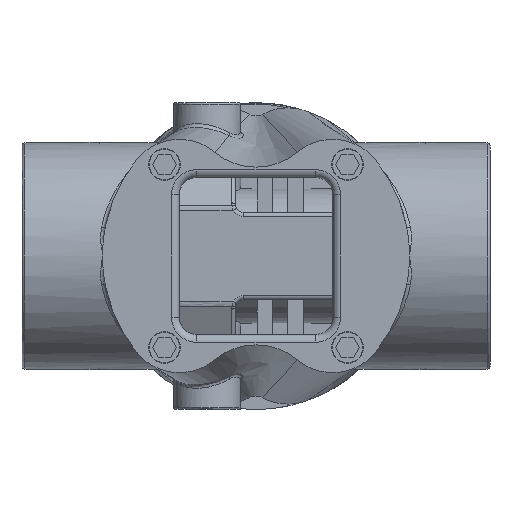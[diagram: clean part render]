
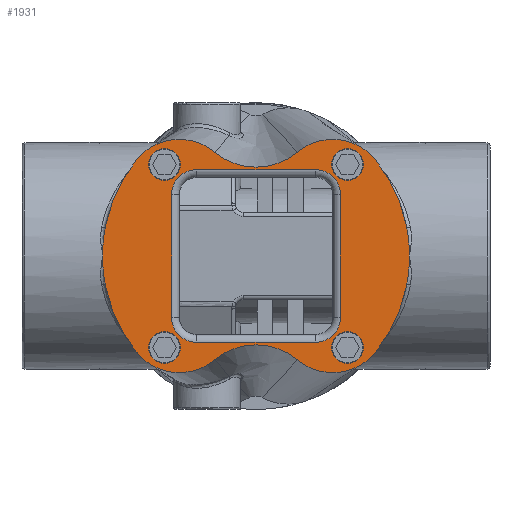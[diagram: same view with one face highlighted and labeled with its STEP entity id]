
A CAD part, front view. The second image highlights one B-rep face of the part: STEP entity #1931.
In plain terms, the highlighted planar face has unit normal (0, -1, 0).
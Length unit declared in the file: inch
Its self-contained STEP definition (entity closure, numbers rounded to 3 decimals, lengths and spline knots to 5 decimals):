
#1354=CARTESIAN_POINT('',(0.54004,0.0,1.354));
#1355=VERTEX_POINT('',#1354);
#1356=CARTESIAN_POINT('',(1.55871,0.0,1.25316));
#1357=VERTEX_POINT('',#1356);
#1358=CARTESIAN_POINT('',(0.99992,0.0,0.8039));
#1359=DIRECTION('',(0.0,1.0,0.0));
#1360=DIRECTION('',(-0.641,0.0,0.767));
#1361=AXIS2_PLACEMENT_3D('',#1358,#1359,#1360);
#1362=CIRCLE('',#1361,0.717);
#1363=EDGE_CURVE('',#1355,#1357,#1362,.T.);
#1440=CARTESIAN_POINT('',(0.54004,0.0,-1.354));
#1441=VERTEX_POINT('',#1440);
#1448=CARTESIAN_POINT('',(-0.54004,0.0,-1.354));
#1449=VERTEX_POINT('',#1448);
#1450=CARTESIAN_POINT('',(0.,0.0,-2.0));
#1451=DIRECTION('',(0.0,-1.0,0.0));
#1452=DIRECTION('',(0.641,0.0,-0.767));
#1453=AXIS2_PLACEMENT_3D('',#1450,#1451,#1452);
#1454=CIRCLE('',#1453,0.842);
#1455=EDGE_CURVE('',#1441,#1449,#1454,.T.);
#1511=CARTESIAN_POINT('',(1.55871,0.0,-1.25316));
#1512=VERTEX_POINT('',#1511);
#1513=CARTESIAN_POINT('',(0.99992,0.0,-0.8039));
#1514=DIRECTION('',(0.0,1.,0.0));
#1515=DIRECTION('',(0.779,0.0,-0.627));
#1516=AXIS2_PLACEMENT_3D('',#1513,#1514,#1515);
#1517=CIRCLE('',#1516,0.717);
#1518=EDGE_CURVE('',#1512,#1441,#1517,.T.);
#1712=CARTESIAN_POINT('',(0.,0.0,0.));
#1713=DIRECTION('',(0.0,1.0,0.0));
#1714=DIRECTION('',(0.0,0.0,1.0));
#1715=AXIS2_PLACEMENT_3D('',#1712,#1713,#1714);
#1716=PLANE('',#1715);
#1717=CARTESIAN_POINT('',(1.96348,0.,0.38044));
#1718=VERTEX_POINT('',#1717);
#1719=CARTESIAN_POINT('',(0.0,0.0,0.0));
#1720=DIRECTION('',(0.0,1.0,0.0));
#1721=DIRECTION('',(0.779,0.0,0.627));
#1722=AXIS2_PLACEMENT_3D('',#1719,#1720,#1721);
#1723=CIRCLE('',#1722,2.);
#1724=EDGE_CURVE('',#1357,#1718,#1723,.T.);
#1725=ORIENTED_EDGE('',*,*,#1724,.F.);
#1726=ORIENTED_EDGE('',*,*,#1363,.F.);
#1727=CARTESIAN_POINT('',(-0.54004,0.0,1.354));
#1728=VERTEX_POINT('',#1727);
#1729=CARTESIAN_POINT('',(0.,0.0,2.0));
#1730=DIRECTION('',(0.0,-1.0,0.0));
#1731=DIRECTION('',(-0.641,0.0,0.767));
#1732=AXIS2_PLACEMENT_3D('',#1729,#1730,#1731);
#1733=CIRCLE('',#1732,0.842);
#1734=EDGE_CURVE('',#1728,#1355,#1733,.T.);
#1735=ORIENTED_EDGE('',*,*,#1734,.F.);
#1736=CARTESIAN_POINT('',(-1.55871,0.0,1.25316));
#1737=VERTEX_POINT('',#1736);
#1738=CARTESIAN_POINT('',(-0.99992,0.0,0.8039));
#1739=DIRECTION('',(0.0,1.,0.0));
#1740=DIRECTION('',(-0.779,0.0,0.627));
#1741=AXIS2_PLACEMENT_3D('',#1738,#1739,#1740);
#1742=CIRCLE('',#1741,0.717);
#1743=EDGE_CURVE('',#1737,#1728,#1742,.T.);
#1744=ORIENTED_EDGE('',*,*,#1743,.F.);
#1745=CARTESIAN_POINT('',(-1.96348,0.,0.38044));
#1746=VERTEX_POINT('',#1745);
#1747=CARTESIAN_POINT('',(0.0,0.0,0.0));
#1748=DIRECTION('',(0.0,1.0,0.0));
#1749=DIRECTION('',(-0.779,0.0,-0.627));
#1750=AXIS2_PLACEMENT_3D('',#1747,#1748,#1749);
#1751=CIRCLE('',#1750,2.0);
#1752=EDGE_CURVE('',#1746,#1737,#1751,.T.);
#1753=ORIENTED_EDGE('',*,*,#1752,.F.);
#1754=CARTESIAN_POINT('',(-2.,0.0,0.));
#1755=VERTEX_POINT('',#1754);
#1756=CARTESIAN_POINT('',(0.0,0.0,0.0));
#1757=DIRECTION('',(0.0,1.0,0.0));
#1758=DIRECTION('',(-0.779,0.0,-0.627));
#1759=AXIS2_PLACEMENT_3D('',#1756,#1757,#1758);
#1760=CIRCLE('',#1759,2.0);
#1761=EDGE_CURVE('',#1755,#1746,#1760,.T.);
#1762=ORIENTED_EDGE('',*,*,#1761,.F.);
#1763=CARTESIAN_POINT('',(-1.96348,0.,-0.38044));
#1764=VERTEX_POINT('',#1763);
#1765=CARTESIAN_POINT('',(0.0,0.0,0.0));
#1766=DIRECTION('',(0.0,1.0,0.0));
#1767=DIRECTION('',(-0.779,0.0,-0.627));
#1768=AXIS2_PLACEMENT_3D('',#1765,#1766,#1767);
#1769=CIRCLE('',#1768,2.0);
#1770=EDGE_CURVE('',#1764,#1755,#1769,.T.);
#1771=ORIENTED_EDGE('',*,*,#1770,.F.);
#1772=CARTESIAN_POINT('',(-1.55871,0.0,-1.25316));
#1773=VERTEX_POINT('',#1772);
#1774=CARTESIAN_POINT('',(0.0,0.0,0.0));
#1775=DIRECTION('',(0.0,1.0,0.0));
#1776=DIRECTION('',(-0.779,0.0,-0.627));
#1777=AXIS2_PLACEMENT_3D('',#1774,#1775,#1776);
#1778=CIRCLE('',#1777,2.0);
#1779=EDGE_CURVE('',#1773,#1764,#1778,.T.);
#1780=ORIENTED_EDGE('',*,*,#1779,.F.);
#1781=CARTESIAN_POINT('',(-0.99992,0.0,-0.8039));
#1782=DIRECTION('',(0.0,1.0,0.0));
#1783=DIRECTION('',(0.641,0.0,-0.767));
#1784=AXIS2_PLACEMENT_3D('',#1781,#1782,#1783);
#1785=CIRCLE('',#1784,0.717);
#1786=EDGE_CURVE('',#1449,#1773,#1785,.T.);
#1787=ORIENTED_EDGE('',*,*,#1786,.F.);
#1788=ORIENTED_EDGE('',*,*,#1455,.F.);
#1789=ORIENTED_EDGE('',*,*,#1518,.F.);
#1790=CARTESIAN_POINT('',(1.96348,0.,-0.38044));
#1791=VERTEX_POINT('',#1790);
#1792=CARTESIAN_POINT('',(0.0,0.0,0.0));
#1793=DIRECTION('',(0.0,1.0,0.0));
#1794=DIRECTION('',(0.779,0.0,0.627));
#1795=AXIS2_PLACEMENT_3D('',#1792,#1793,#1794);
#1796=CIRCLE('',#1795,2.);
#1797=EDGE_CURVE('',#1791,#1512,#1796,.T.);
#1798=ORIENTED_EDGE('',*,*,#1797,.F.);
#1799=CARTESIAN_POINT('',(2.0,0.0,0.));
#1800=VERTEX_POINT('',#1799);
#1801=CARTESIAN_POINT('',(0.0,0.0,0.0));
#1802=DIRECTION('',(0.0,1.0,0.0));
#1803=DIRECTION('',(0.779,0.0,0.627));
#1804=AXIS2_PLACEMENT_3D('',#1801,#1802,#1803);
#1805=CIRCLE('',#1804,2.);
#1806=EDGE_CURVE('',#1800,#1791,#1805,.T.);
#1807=ORIENTED_EDGE('',*,*,#1806,.F.);
#1808=CARTESIAN_POINT('',(0.0,0.0,0.0));
#1809=DIRECTION('',(0.0,1.0,0.0));
#1810=DIRECTION('',(0.779,0.0,0.627));
#1811=AXIS2_PLACEMENT_3D('',#1808,#1809,#1810);
#1812=CIRCLE('',#1811,2.);
#1813=EDGE_CURVE('',#1718,#1800,#1812,.T.);
#1814=ORIENTED_EDGE('',*,*,#1813,.F.);
#1815=EDGE_LOOP('',(#1725,#1726,#1735,#1744,#1753,#1762,#1771,#1780,#1787,#1788,#1789,#1798,#1807,#1814));
#1816=FACE_OUTER_BOUND('',#1815,.T.);
#1817=CARTESIAN_POINT('',(-0.9855,0.0,-1.193));
#1818=VERTEX_POINT('',#1817);
#1819=CARTESIAN_POINT('',(-1.193,0.0,-1.193));
#1820=DIRECTION('',(0.0,1.0,0.0));
#1821=DIRECTION('',(1.0,0.0,0.0));
#1822=AXIS2_PLACEMENT_3D('',#1819,#1820,#1821);
#1823=CIRCLE('',#1822,0.2075);
#1824=EDGE_CURVE('',#1818,#1818,#1823,.T.);
#1825=ORIENTED_EDGE('',*,*,#1824,.T.);
#1826=EDGE_LOOP('',(#1825));
#1827=FACE_BOUND('',#1826,.T.);
#1828=CARTESIAN_POINT('',(1.4005,0.0,-1.193));
#1829=VERTEX_POINT('',#1828);
#1830=CARTESIAN_POINT('',(1.193,0.0,-1.193));
#1831=DIRECTION('',(0.0,1.0,0.0));
#1832=DIRECTION('',(1.0,0.0,0.0));
#1833=AXIS2_PLACEMENT_3D('',#1830,#1831,#1832);
#1834=CIRCLE('',#1833,0.2075);
#1835=EDGE_CURVE('',#1829,#1829,#1834,.T.);
#1836=ORIENTED_EDGE('',*,*,#1835,.T.);
#1837=EDGE_LOOP('',(#1836));
#1838=FACE_BOUND('',#1837,.T.);
#1839=CARTESIAN_POINT('',(1.4005,0.0,1.193));
#1840=VERTEX_POINT('',#1839);
#1841=CARTESIAN_POINT('',(1.193,0.0,1.193));
#1842=DIRECTION('',(0.0,1.0,0.0));
#1843=DIRECTION('',(1.0,0.0,0.0));
#1844=AXIS2_PLACEMENT_3D('',#1841,#1842,#1843);
#1845=CIRCLE('',#1844,0.2075);
#1846=EDGE_CURVE('',#1840,#1840,#1845,.T.);
#1847=ORIENTED_EDGE('',*,*,#1846,.T.);
#1848=EDGE_LOOP('',(#1847));
#1849=FACE_BOUND('',#1848,.T.);
#1850=CARTESIAN_POINT('',(-0.9855,0.0,1.193));
#1851=VERTEX_POINT('',#1850);
#1852=CARTESIAN_POINT('',(-1.193,0.0,1.193));
#1853=DIRECTION('',(0.0,1.0,0.0));
#1854=DIRECTION('',(1.0,0.0,0.0));
#1855=AXIS2_PLACEMENT_3D('',#1852,#1853,#1854);
#1856=CIRCLE('',#1855,0.2075);
#1857=EDGE_CURVE('',#1851,#1851,#1856,.T.);
#1858=ORIENTED_EDGE('',*,*,#1857,.T.);
#1859=EDGE_LOOP('',(#1858));
#1860=FACE_BOUND('',#1859,.T.);
#1861=CARTESIAN_POINT('',(1.1,0.0,-0.8));
#1862=VERTEX_POINT('',#1861);
#1863=CARTESIAN_POINT('',(1.1,0.0,0.8));
#1864=VERTEX_POINT('',#1863);
#1865=CARTESIAN_POINT('',(1.1,0.0,-0.8));
#1866=DIRECTION('',(0.0,0.0,1.0));
#1867=VECTOR('',#1866,1.6);
#1868=LINE('',#1865,#1867);
#1869=EDGE_CURVE('',#1862,#1864,#1868,.T.);
#1870=ORIENTED_EDGE('',*,*,#1869,.F.);
#1871=CARTESIAN_POINT('',(0.775,0.0,-1.125));
#1872=VERTEX_POINT('',#1871);
#1873=CARTESIAN_POINT('',(0.775,0.0,-0.8));
#1874=DIRECTION('',(0.0,-1.,0.0));
#1875=DIRECTION('',(0.707,0.0,-0.707));
#1876=AXIS2_PLACEMENT_3D('',#1873,#1874,#1875);
#1877=CIRCLE('',#1876,0.325);
#1878=EDGE_CURVE('',#1872,#1862,#1877,.T.);
#1879=ORIENTED_EDGE('',*,*,#1878,.F.);
#1880=CARTESIAN_POINT('',(-0.775,0.0,-1.125));
#1881=VERTEX_POINT('',#1880);
#1882=CARTESIAN_POINT('',(-0.775,0.0,-1.125));
#1883=DIRECTION('',(1.0,0.0,0.0));
#1884=VECTOR('',#1883,1.55);
#1885=LINE('',#1882,#1884);
#1886=EDGE_CURVE('',#1881,#1872,#1885,.T.);
#1887=ORIENTED_EDGE('',*,*,#1886,.F.);
#1888=CARTESIAN_POINT('',(-1.1,0.0,-0.8));
#1889=VERTEX_POINT('',#1888);
#1890=CARTESIAN_POINT('',(-0.775,0.0,-0.8));
#1891=DIRECTION('',(0.0,-1.0,0.0));
#1892=DIRECTION('',(-0.707,0.0,-0.707));
#1893=AXIS2_PLACEMENT_3D('',#1890,#1891,#1892);
#1894=CIRCLE('',#1893,0.325);
#1895=EDGE_CURVE('',#1889,#1881,#1894,.T.);
#1896=ORIENTED_EDGE('',*,*,#1895,.F.);
#1897=CARTESIAN_POINT('',(-1.1,0.0,0.8));
#1898=VERTEX_POINT('',#1897);
#1899=CARTESIAN_POINT('',(-1.1,0.0,0.8));
#1900=DIRECTION('',(0.0,0.0,-1.0));
#1901=VECTOR('',#1900,1.6);
#1902=LINE('',#1899,#1901);
#1903=EDGE_CURVE('',#1898,#1889,#1902,.T.);
#1904=ORIENTED_EDGE('',*,*,#1903,.F.);
#1905=CARTESIAN_POINT('',(-0.775,0.0,1.125));
#1906=VERTEX_POINT('',#1905);
#1907=CARTESIAN_POINT('',(-0.775,0.0,0.8));
#1908=DIRECTION('',(0.0,-1.,0.0));
#1909=DIRECTION('',(-0.707,0.0,0.707));
#1910=AXIS2_PLACEMENT_3D('',#1907,#1908,#1909);
#1911=CIRCLE('',#1910,0.325);
#1912=EDGE_CURVE('',#1906,#1898,#1911,.T.);
#1913=ORIENTED_EDGE('',*,*,#1912,.F.);
#1914=CARTESIAN_POINT('',(0.775,0.0,1.125));
#1915=VERTEX_POINT('',#1914);
#1916=CARTESIAN_POINT('',(0.775,0.0,1.125));
#1917=DIRECTION('',(-1.0,0.0,0.0));
#1918=VECTOR('',#1917,1.55);
#1919=LINE('',#1916,#1918);
#1920=EDGE_CURVE('',#1915,#1906,#1919,.T.);
#1921=ORIENTED_EDGE('',*,*,#1920,.F.);
#1922=CARTESIAN_POINT('',(0.775,0.0,0.8));
#1923=DIRECTION('',(0.0,-1.0,0.0));
#1924=DIRECTION('',(0.707,0.0,0.707));
#1925=AXIS2_PLACEMENT_3D('',#1922,#1923,#1924);
#1926=CIRCLE('',#1925,0.325);
#1927=EDGE_CURVE('',#1864,#1915,#1926,.T.);
#1928=ORIENTED_EDGE('',*,*,#1927,.F.);
#1929=EDGE_LOOP('',(#1870,#1879,#1887,#1896,#1904,#1913,#1921,#1928));
#1930=FACE_BOUND('',#1929,.T.);
#1931=ADVANCED_FACE('',(#1816,#1827,#1838,#1849,#1860,#1930),#1716,.F.);
